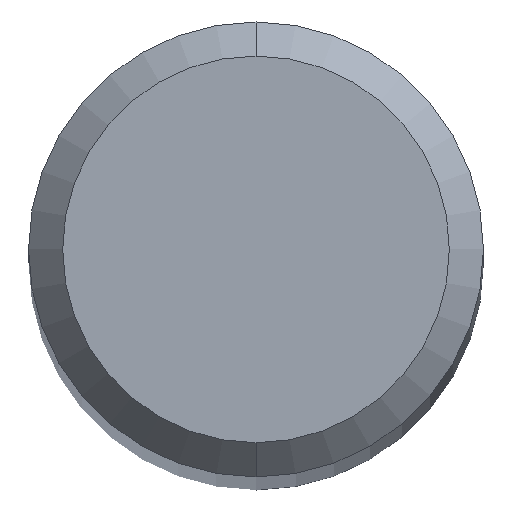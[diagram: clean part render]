
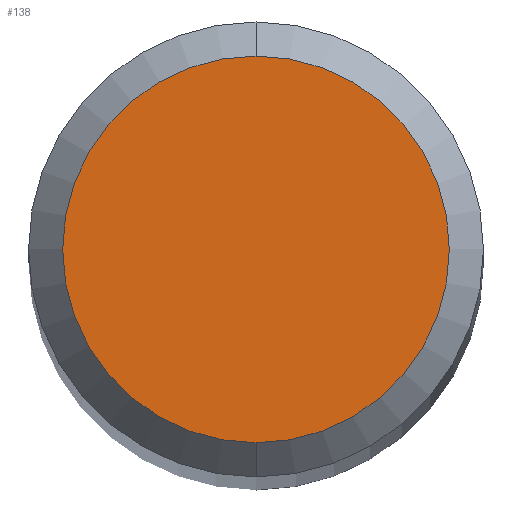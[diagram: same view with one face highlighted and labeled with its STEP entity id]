
A CAD part, top view. The second image highlights one B-rep face of the part: STEP entity #138.
In plain terms, the highlighted planar face has unit normal (0, 0, 1).
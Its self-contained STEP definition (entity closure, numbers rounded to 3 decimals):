
#124=EDGE_CURVE('',#134,#174,#265,.T.);
#134=VERTEX_POINT('',#277);
#138=ADVANCED_FACE('',(#281),#282,.T.);
#146=EDGE_CURVE('',#174,#134,#290,.T.);
#174=VERTEX_POINT('',#321);
#265=CIRCLE('',#424,1.7);
#277=CARTESIAN_POINT('',(0.0,1.7,0.0));
#281=FACE_OUTER_BOUND('',#442,.T.);
#282=PLANE('',#443);
#290=CIRCLE('',#455,1.7);
#321=CARTESIAN_POINT('',(0.,-1.7,0.0));
#424=AXIS2_PLACEMENT_3D('',#596,#597,#598);
#442=EDGE_LOOP('',(#620,#621));
#443=AXIS2_PLACEMENT_3D('',#622,#623,#624);
#455=AXIS2_PLACEMENT_3D('',#629,#630,#631);
#596=CARTESIAN_POINT('',(0.0,0.0,0.0));
#597=DIRECTION('',(0.0,0.0,-1.0));
#598=DIRECTION('',(0.0,1.0,0.0));
#620=ORIENTED_EDGE('',*,*,#124,.F.);
#621=ORIENTED_EDGE('',*,*,#146,.F.);
#622=CARTESIAN_POINT('',(0.0,0.85,0.0));
#623=DIRECTION('',(-0.0,0.0,1.0));
#624=DIRECTION('',(0.0,-1.0,0.0));
#629=CARTESIAN_POINT('',(0.0,0.0,0.0));
#630=DIRECTION('',(0.0,0.0,-1.0));
#631=DIRECTION('',(0.0,1.0,0.0));
